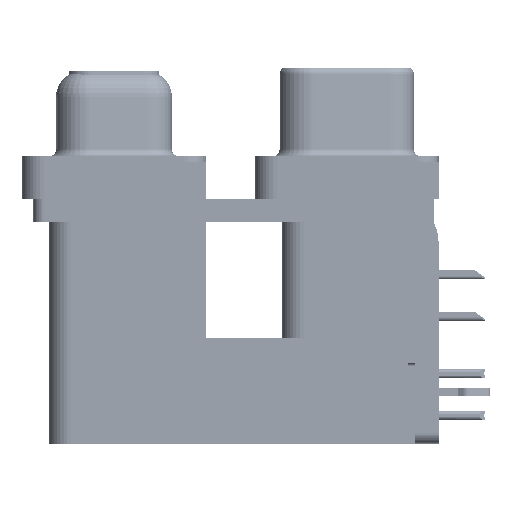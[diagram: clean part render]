
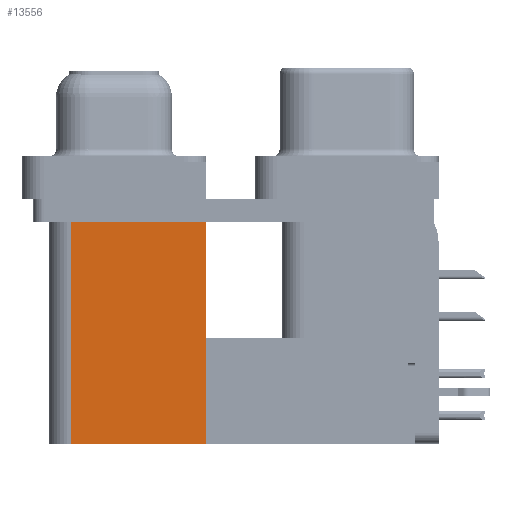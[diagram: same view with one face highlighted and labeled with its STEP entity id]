
A CAD part, left-side view. The second image highlights one B-rep face of the part: STEP entity #13556.
In plain terms, the highlighted planar face has unit normal (-1, 0, 0).
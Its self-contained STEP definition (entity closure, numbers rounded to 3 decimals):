
#343 = VERTEX_POINT ( 'NONE', #67976 ) ;
#4198 = LINE ( 'NONE', #29898, #67275 ) ;
#5831 = CARTESIAN_POINT ( 'NONE',  ( 3.79, 9.6, -19.2 ) ) ;
#7769 = LINE ( 'NONE', #60947, #56426 ) ;
#11954 = EDGE_CURVE ( 'NONE', #343, #21090, #4198, .T. ) ;
#12368 = EDGE_CURVE ( 'NONE', #19952, #25378, #46017, .T. ) ;
#13556 = ADVANCED_FACE ( 'NONE', ( #53030 ), #32240, .F. ) ;
#16380 = DIRECTION ( 'NONE',  ( 1., 0., 0. ) ) ;
#16901 = LINE ( 'NONE', #54589, #36794 ) ;
#19952 = VERTEX_POINT ( 'NONE', #27809 ) ;
#21090 = VERTEX_POINT ( 'NONE', #36385 ) ;
#21661 = EDGE_CURVE ( 'NONE', #21090, #25378, #16901, .T. ) ;
#22240 = ORIENTED_EDGE ( 'NONE', *, *, #21661, .F. ) ;
#24375 = AXIS2_PLACEMENT_3D ( 'NONE', #5831, #16380, #69601 ) ;
#25378 = VERTEX_POINT ( 'NONE', #49129 ) ;
#25662 = DIRECTION ( 'NONE',  ( 0., 1., 0. ) ) ;
#26411 = ORIENTED_EDGE ( 'NONE', *, *, #11954, .F. ) ;
#27809 = CARTESIAN_POINT ( 'NONE',  ( 3.79, 9.6, -2.5 ) ) ;
#29898 = CARTESIAN_POINT ( 'NONE',  ( 3.79, 9.6, -19.2 ) ) ;
#31375 = EDGE_LOOP ( 'NONE', ( #46954, #22240, #26411, #41859 ) ) ;
#32240 = PLANE ( 'NONE',  #24375 ) ;
#36385 = CARTESIAN_POINT ( 'NONE',  ( 3.79, 18.8, -19.2 ) ) ;
#36794 = VECTOR ( 'NONE', #38371, 1000. ) ;
#38371 = DIRECTION ( 'NONE',  ( 0., 0., 1. ) ) ;
#41859 = ORIENTED_EDGE ( 'NONE', *, *, #58700, .T. ) ;
#41976 = VECTOR ( 'NONE', #67167, 1000. ) ;
#45305 = CARTESIAN_POINT ( 'NONE',  ( 3.79, 9.6, -2.5 ) ) ;
#46017 = LINE ( 'NONE', #45305, #41976 ) ;
#46954 = ORIENTED_EDGE ( 'NONE', *, *, #12368, .T. ) ;
#49129 = CARTESIAN_POINT ( 'NONE',  ( 3.79, 18.8, -2.5 ) ) ;
#53030 = FACE_OUTER_BOUND ( 'NONE', #31375, .T. ) ;
#54589 = CARTESIAN_POINT ( 'NONE',  ( 3.79, 18.8, -19.2 ) ) ;
#56426 = VECTOR ( 'NONE', #65538, 1000. ) ;
#58700 = EDGE_CURVE ( 'NONE', #343, #19952, #7769, .T. ) ;
#60947 = CARTESIAN_POINT ( 'NONE',  ( 3.79, 9.6, -19.2 ) ) ;
#65538 = DIRECTION ( 'NONE',  ( 0., 0., 1. ) ) ;
#67167 = DIRECTION ( 'NONE',  ( 0., 1., 0. ) ) ;
#67275 = VECTOR ( 'NONE', #25662, 1000. ) ;
#67976 = CARTESIAN_POINT ( 'NONE',  ( 3.79, 9.6, -19.2 ) ) ;
#69601 = DIRECTION ( 'NONE',  ( 0., 1., 0. ) ) ;
